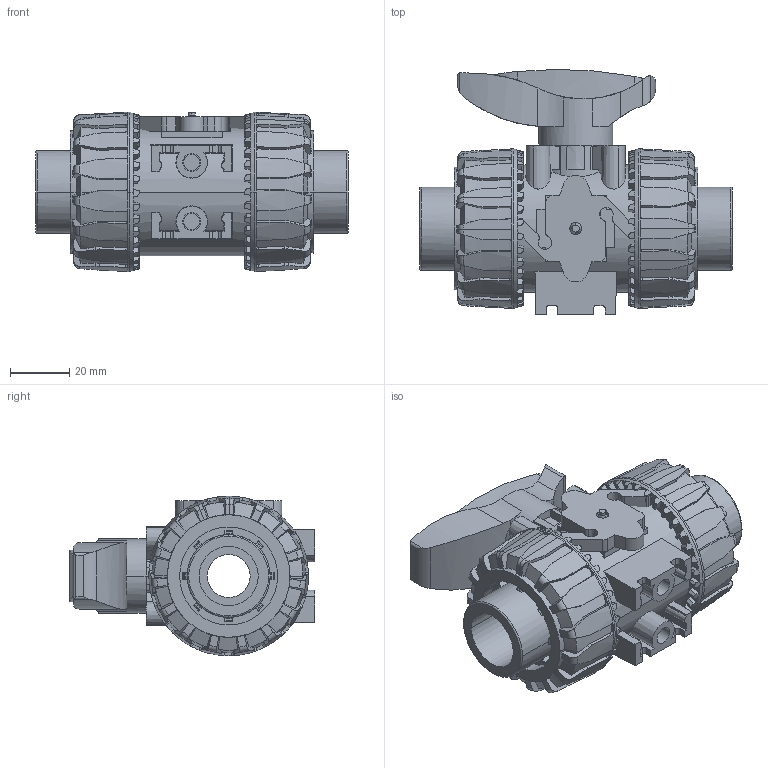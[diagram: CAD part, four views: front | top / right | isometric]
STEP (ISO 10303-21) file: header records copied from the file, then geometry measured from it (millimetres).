
FILE_DESCRIPTION(('STEP AP214'),'1');
FILE_NAME('vkdim020e.stp','2017-08-21T11:44:14',('TraceParts'),('TraceParts S.A.'),'Spatial InterOp 3D',' ',' ');
FILE_SCHEMA(('automotive_design'));
Length unit declared in the file: millimetre
Products named in the file (7): vkdim020e_1; vkdim020e_2; vkdim020e_3; vkdim020e_4; vkdim020e_5; vkdim020e_6; vkdim020e_7
Bounding box: 105.6 x 82.77 x 53.9 mm (x, y, z)
Volume: 172136.2 mm3; surface area: 56976.9 mm2
Topology: 7 solids, 7 shells, 1468 faces, 4067 edges, 2642 vertices
Faces by surface type: plane 651, cylinder 401, cone 352, torus 58, bspline 6
Entity records: 63037 total; most frequent: CARTESIAN_POINT 14430, ORIENTED_EDGE 8134, DIRECTION 7479, EDGE_CURVE 4067, AXIS2_PLACEMENT_3D 2931, VERTEX_POINT 2642, LINE 1617, VECTOR 1617
